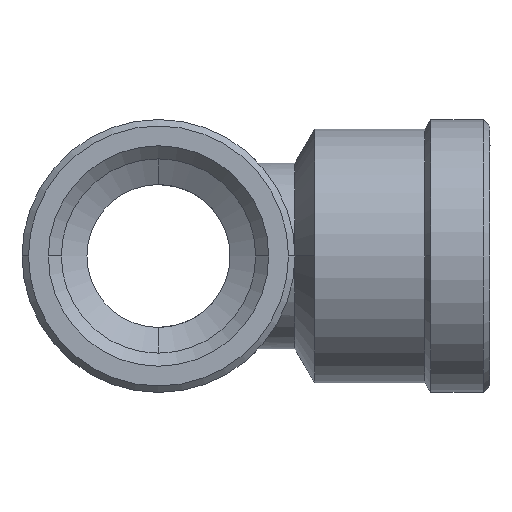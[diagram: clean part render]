
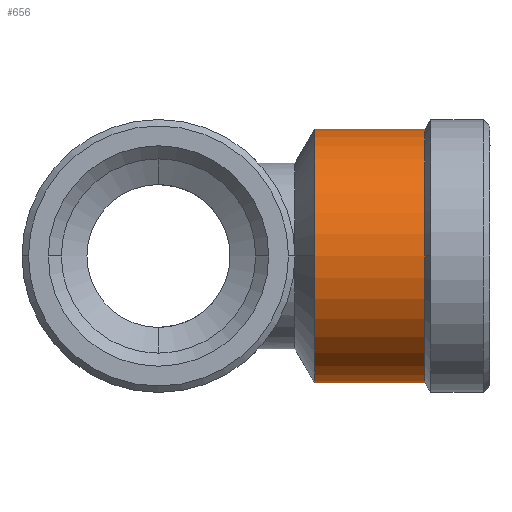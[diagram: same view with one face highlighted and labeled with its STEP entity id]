
A CAD part, left-side view. The second image highlights one B-rep face of the part: STEP entity #656.
In plain terms, the highlighted cylindrical face has radius 9.75 mm (diameter 19.5 mm), a partial arc.
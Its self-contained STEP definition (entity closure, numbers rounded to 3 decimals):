
#656=ADVANCED_FACE('NONE',(#1570),#1571,.T.);
#1570=FACE_OUTER_BOUND('',#3346,.T.);
#1571=CYLINDRICAL_SURFACE('',#3347,9.75);
#3346=EDGE_LOOP('',(#6195,#6196,#6197,#6198,#6199,#6200));
#3347=AXIS2_PLACEMENT_3D('',#6201,#6202,#6203);
#6195=ORIENTED_EDGE('',*,*,#8992,.F.);
#6196=ORIENTED_EDGE('',*,*,#8993,.T.);
#6197=ORIENTED_EDGE('',*,*,#8994,.T.);
#6198=ORIENTED_EDGE('',*,*,#8995,.T.);
#6199=ORIENTED_EDGE('',*,*,#8719,.F.);
#6200=ORIENTED_EDGE('',*,*,#8577,.F.);
#6201=CARTESIAN_POINT('',(0.,-16.251,0.0));
#6202=DIRECTION('',(0.0,-1.0,0.0));
#6203=DIRECTION('',(0.0,0.0,1.0));
#8577=EDGE_CURVE('NONE',#10178,#10170,#10180,.T.);
#8719=EDGE_CURVE('NONE',#10170,#10418,#10419,.T.);
#8992=EDGE_CURVE('NONE',#10851,#10178,#10852,.T.);
#8993=EDGE_CURVE('NONE',#10851,#10853,#10854,.T.);
#8994=EDGE_CURVE('NONE',#10853,#10855,#10856,.T.);
#8995=EDGE_CURVE('NONE',#10855,#10418,#10857,.T.);
#10170=VERTEX_POINT('NONE',#12630);
#10178=VERTEX_POINT('NONE',#12640);
#10180=CIRCLE('',#12642,9.75);
#10418=VERTEX_POINT('NONE',#13096);
#10419=CIRCLE('',#13097,9.75);
#10851=VERTEX_POINT('NONE',#13931);
#10852=LINE('',#13932,#13933);
#10853=VERTEX_POINT('NONE',#13934);
#10854=CIRCLE('',#13935,9.75);
#10855=VERTEX_POINT('NONE',#13936);
#10856=CIRCLE('',#13937,9.75);
#10857=LINE('',#13938,#13939);
#12630=CARTESIAN_POINT('',(-9.75,-12.001,0.));
#12640=CARTESIAN_POINT('',(0.,-12.001,-9.75));
#12642=AXIS2_PLACEMENT_3D('',#16685,#16686,#16687);
#13096=CARTESIAN_POINT('',(0.,-12.001,9.75));
#13097=AXIS2_PLACEMENT_3D('',#16787,#16788,#16789);
#13931=CARTESIAN_POINT('',(0.,-20.5,-9.75));
#13932=CARTESIAN_POINT('',(0.,-16.251,-9.75));
#13933=VECTOR('',#17001,1000.0);
#13934=CARTESIAN_POINT('',(-9.75,-20.5,0.));
#13935=AXIS2_PLACEMENT_3D('',#17002,#17003,#17004);
#13936=CARTESIAN_POINT('',(0.,-20.5,9.75));
#13937=AXIS2_PLACEMENT_3D('',#17005,#17006,#17007);
#13938=CARTESIAN_POINT('',(0.,-16.251,9.75));
#13939=VECTOR('',#17008,1000.0);
#16685=CARTESIAN_POINT('',(0.,-12.001,0.0));
#16686=DIRECTION('',(0.,1.0,0.));
#16687=DIRECTION('',(0.,0.,1.0));
#16787=CARTESIAN_POINT('',(0.,-12.001,0.0));
#16788=DIRECTION('',(0.,1.0,0.));
#16789=DIRECTION('',(0.,0.,1.0));
#17001=DIRECTION('',(0.0,1.0,0.0));
#17002=CARTESIAN_POINT('',(0.,-20.5,0.0));
#17003=DIRECTION('',(0.0,1.0,0.0));
#17004=DIRECTION('',(0.0,0.0,1.0));
#17005=CARTESIAN_POINT('',(0.,-20.5,0.0));
#17006=DIRECTION('',(0.0,1.0,0.0));
#17007=DIRECTION('',(0.0,0.0,1.0));
#17008=DIRECTION('',(0.0,1.0,0.0));
